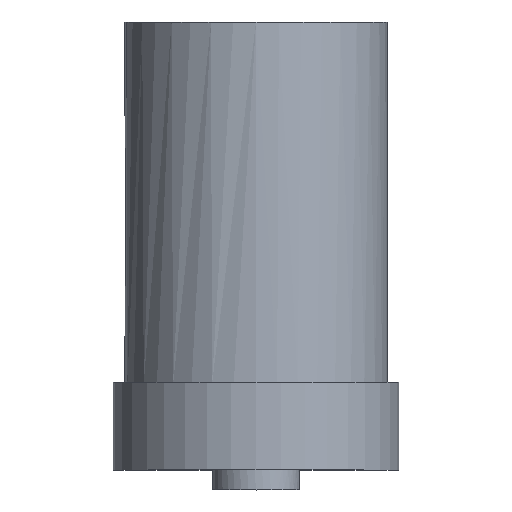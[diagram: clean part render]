
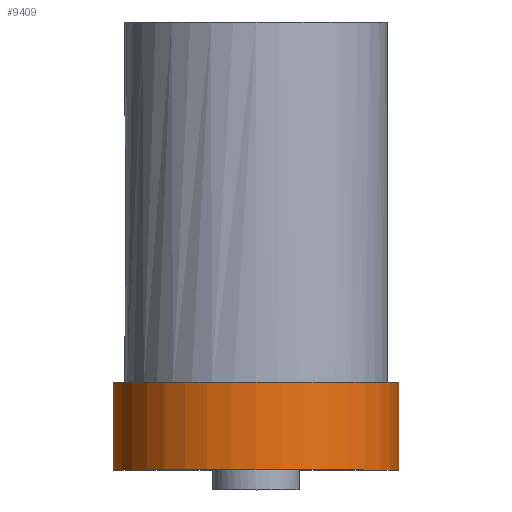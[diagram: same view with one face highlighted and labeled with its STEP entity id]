
A CAD part, top view. The second image highlights one B-rep face of the part: STEP entity #9409.
In plain terms, the highlighted cylindrical face has radius 65 mm (diameter 130 mm), a full revolution.
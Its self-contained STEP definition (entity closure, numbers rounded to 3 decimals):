
#1318=CIRCLE('',#10515,65.);
#1319=CIRCLE('',#10518,65.);
#1766=FACE_OUTER_BOUND('',#2810,.T.);
#2810=EDGE_LOOP('',(#8458,#8459,#8460,#8461));
#3451=LINE('',#28865,#3840);
#3840=VECTOR('',#13058,65.);
#4675=VERTEX_POINT('',#28859);
#4676=VERTEX_POINT('',#28863);
#5943=EDGE_CURVE('',#4675,#4675,#1318,.T.);
#5944=EDGE_CURVE('',#4676,#4676,#1319,.T.);
#5945=EDGE_CURVE('',#4676,#4675,#3451,.T.);
#8458=ORIENTED_EDGE('',*,*,#5944,.F.);
#8459=ORIENTED_EDGE('',*,*,#5945,.T.);
#8460=ORIENTED_EDGE('',*,*,#5943,.F.);
#8461=ORIENTED_EDGE('',*,*,#5945,.F.);
#8958=CYLINDRICAL_SURFACE('',#10517,65.);
#9409=ADVANCED_FACE('',(#1766),#8958,.T.);
#10515=AXIS2_PLACEMENT_3D('',#28860,#13050,#13051);
#10517=AXIS2_PLACEMENT_3D('',#28862,#13054,#13055);
#10518=AXIS2_PLACEMENT_3D('',#28864,#13056,#13057);
#13050=DIRECTION('center_axis',(0.,-1.,0.));
#13051=DIRECTION('ref_axis',(1.,0.,0.));
#13054=DIRECTION('center_axis',(0.,1.,0.));
#13055=DIRECTION('ref_axis',(1.,0.,0.));
#13056=DIRECTION('center_axis',(0.,1.,0.));
#13057=DIRECTION('ref_axis',(1.,0.,0.));
#13058=DIRECTION('',(0.,-1.,0.));
#28859=CARTESIAN_POINT('',(-65.,-16.,0.));
#28860=CARTESIAN_POINT('Origin',(0.,-16.,0.));
#28862=CARTESIAN_POINT('Origin',(0.,4.,0.));
#28863=CARTESIAN_POINT('',(-65.,24.,0.));
#28864=CARTESIAN_POINT('Origin',(0.,24.,0.));
#28865=CARTESIAN_POINT('',(-65.,4.,0.));
